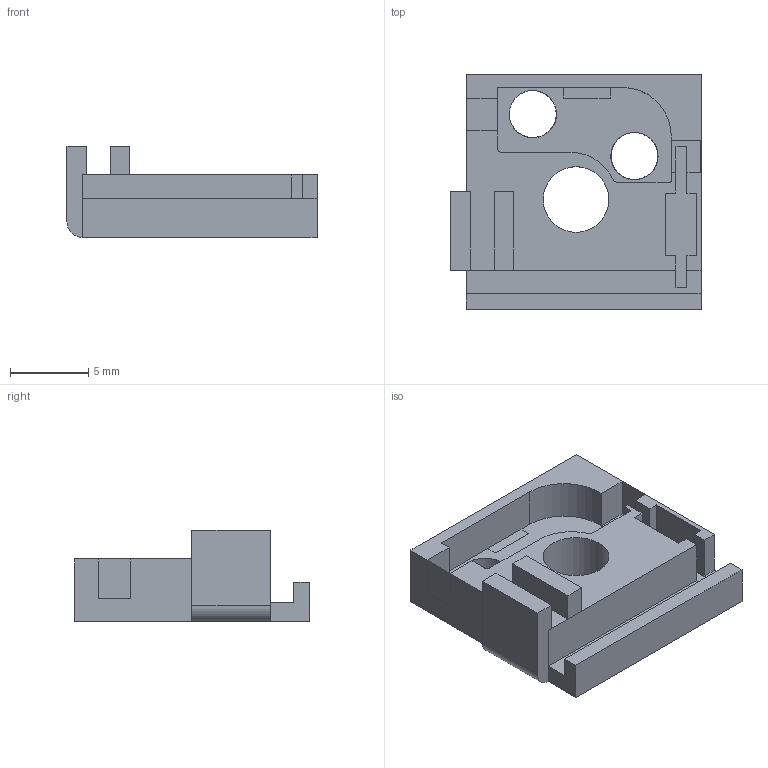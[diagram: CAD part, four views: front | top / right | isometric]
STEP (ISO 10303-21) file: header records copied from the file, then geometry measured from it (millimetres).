
FILE_DESCRIPTION(/* description */ (''),/* implementation_level */ '2;1');
FILE_NAME(/* name */ 'SingleBracket(3-Pin) v2.step',/* time_stamp */ '2021-04-21T21:07:29+01:00',/* author */ (''),/* organization */ (''),/* preprocessor_version */ 'ST-DEVELOPER v18.1',/* originating_system */ 'Autodesk Translation Framework v10.6.0.1341',/* authorisation */ '');
FILE_SCHEMA (('AUTOMOTIVE_DESIGN { 1 0 10303 214 3 1 1 }'));
Length unit declared in the file: millimetre
Products named in the file (2): SingleBracket(3-Pin); Component1
Assembly tree (1 placements, depth 2):
  SingleBracket(3-Pin)
    Component1
Bounding box: 15.97 x 15 x 5.82 mm (x, y, z)
Volume: 596.6 mm3; surface area: 939.5 mm2
Topology: 1 solids, 1 shells, 69 faces, 199 edges, 133 vertices
Faces by surface type: plane 54, cylinder 10, torus 4, cone 1
Full cylindrical faces by diameter (mm): 3 x2, 4.2 x1
Entity records: 2390 total; most frequent: CARTESIAN_POINT 489, ORIENTED_EDGE 398, DIRECTION 368, EDGE_CURVE 199, LINE 162, VECTOR 162, VERTEX_POINT 133, AXIS2_PLACEMENT_3D 103
